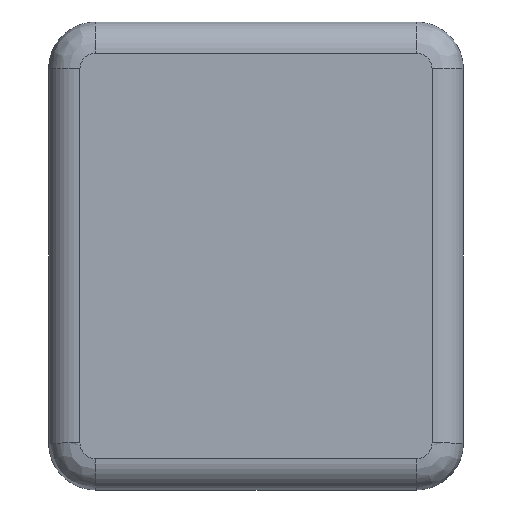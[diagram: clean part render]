
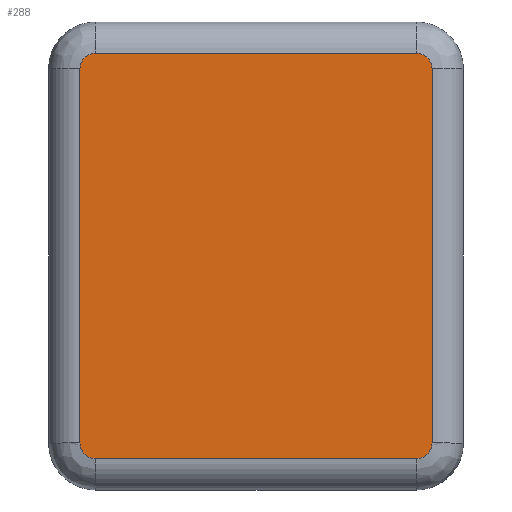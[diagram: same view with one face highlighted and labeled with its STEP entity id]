
A CAD part, top view. The second image highlights one B-rep face of the part: STEP entity #288.
In plain terms, the highlighted planar face has unit normal (0, 0, 1).
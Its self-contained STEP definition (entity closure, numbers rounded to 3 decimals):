
#27=PLANE('',#333);
#44=FACE_OUTER_BOUND('',#61,.T.);
#61=EDGE_LOOP('',(#247,#248,#249,#250,#251,#252,#253,#254));
#79=LINE('',#475,#100);
#81=LINE('',#495,#102);
#83=LINE('',#515,#104);
#85=LINE('',#532,#106);
#100=VECTOR('',#381,10.);
#102=VECTOR('',#393,10.);
#104=VECTOR('',#405,10.);
#106=VECTOR('',#415,10.);
#110=CIRCLE('',#314,1.);
#114=CIRCLE('',#319,1.);
#118=CIRCLE('',#324,1.);
#122=CIRCLE('',#329,1.);
#136=VERTEX_POINT('',#463);
#137=VERTEX_POINT('',#465);
#139=VERTEX_POINT('',#471);
#141=VERTEX_POINT('',#485);
#143=VERTEX_POINT('',#491);
#145=VERTEX_POINT('',#505);
#147=VERTEX_POINT('',#511);
#149=VERTEX_POINT('',#525);
#167=EDGE_CURVE('',#136,#137,#110,.T.);
#172=EDGE_CURVE('',#137,#139,#79,.T.);
#173=EDGE_CURVE('',#139,#141,#114,.T.);
#178=EDGE_CURVE('',#141,#143,#81,.T.);
#179=EDGE_CURVE('',#143,#145,#118,.T.);
#184=EDGE_CURVE('',#145,#147,#83,.T.);
#185=EDGE_CURVE('',#147,#149,#122,.T.);
#189=EDGE_CURVE('',#149,#136,#85,.T.);
#247=ORIENTED_EDGE('',*,*,#167,.F.);
#248=ORIENTED_EDGE('',*,*,#189,.F.);
#249=ORIENTED_EDGE('',*,*,#185,.F.);
#250=ORIENTED_EDGE('',*,*,#184,.F.);
#251=ORIENTED_EDGE('',*,*,#179,.F.);
#252=ORIENTED_EDGE('',*,*,#178,.F.);
#253=ORIENTED_EDGE('',*,*,#173,.F.);
#254=ORIENTED_EDGE('',*,*,#172,.F.);
#288=ADVANCED_FACE('',(#44),#27,.T.);
#314=AXIS2_PLACEMENT_3D('',#466,#370,#371);
#319=AXIS2_PLACEMENT_3D('',#486,#382,#383);
#324=AXIS2_PLACEMENT_3D('',#506,#394,#395);
#329=AXIS2_PLACEMENT_3D('',#526,#406,#407);
#333=AXIS2_PLACEMENT_3D('',#533,#416,#417);
#370=DIRECTION('center_axis',(0.,0.,-1.));
#371=DIRECTION('ref_axis',(-0.707,-0.707,0.));
#381=DIRECTION('',(0.,1.,0.));
#382=DIRECTION('center_axis',(0.,0.,-1.));
#383=DIRECTION('ref_axis',(-0.707,0.707,0.));
#393=DIRECTION('',(1.,0.,0.));
#394=DIRECTION('center_axis',(0.,0.,-1.));
#395=DIRECTION('ref_axis',(0.707,0.707,0.));
#405=DIRECTION('',(0.,-1.,0.));
#406=DIRECTION('center_axis',(0.,0.,-1.));
#407=DIRECTION('ref_axis',(0.707,-0.707,0.));
#415=DIRECTION('',(-1.,0.,0.));
#416=DIRECTION('center_axis',(0.,0.,1.));
#417=DIRECTION('ref_axis',(1.,0.,0.));
#463=CARTESIAN_POINT('',(3.,2.,2.));
#465=CARTESIAN_POINT('',(2.,3.,2.));
#466=CARTESIAN_POINT('Origin',(3.,3.,2.));
#471=CARTESIAN_POINT('',(2.,26.9,2.));
#475=CARTESIAN_POINT('',(2.,22.425,2.));
#485=CARTESIAN_POINT('',(3.,27.9,2.));
#486=CARTESIAN_POINT('Origin',(3.,26.9,2.));
#491=CARTESIAN_POINT('',(23.5,27.9,2.));
#495=CARTESIAN_POINT('',(19.875,27.9,2.));
#505=CARTESIAN_POINT('',(24.5,26.9,2.));
#506=CARTESIAN_POINT('Origin',(23.5,26.9,2.));
#511=CARTESIAN_POINT('',(24.5,3.,2.));
#515=CARTESIAN_POINT('',(24.5,7.475,2.));
#525=CARTESIAN_POINT('',(23.5,2.,2.));
#526=CARTESIAN_POINT('Origin',(23.5,3.,2.));
#532=CARTESIAN_POINT('',(6.625,2.,2.));
#533=CARTESIAN_POINT('Origin',(13.25,14.95,2.));
